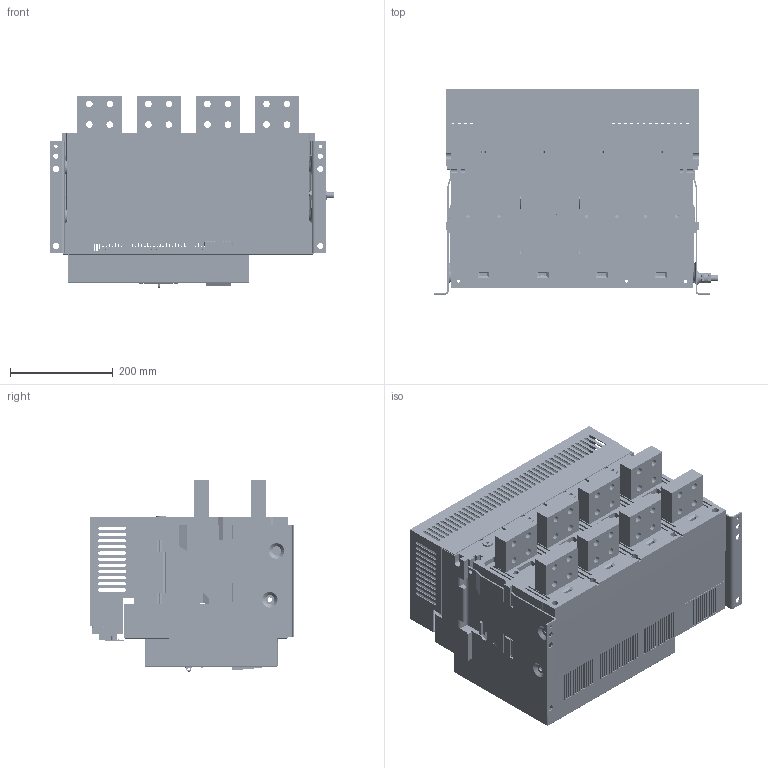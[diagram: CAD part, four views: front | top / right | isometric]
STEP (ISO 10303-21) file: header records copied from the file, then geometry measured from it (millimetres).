
FILE_DESCRIPTION((''),'2;1');
FILE_NAME('NA1-4000-3P-GUDINGSHI','2020-04-10T10:18:08',('fansz'),(''),'CREO PARAMETRIC BY PTC INC, 2018020','CREO PARAMETRIC BY PTC INC, 2018020','');
FILE_SCHEMA(('CONFIG_CONTROL_DESIGN'));
Products named in the file (1): NA1-4000-3P-GUDINGSHI
Bounding box: 552 x 399 x 372.5 mm (x, y, z)
Volume: 10385944.4 mm3; surface area: 3339191 mm2
Topology: 1 solids, 67 shells, 8254 faces, 23951 edges, 15835 vertices
Faces by surface type: plane 5597, cylinder 1260, extrusion 1205, cone 132, torus 44, sphere 10, bspline 6
Entity records: 278510 total; most frequent: CARTESIAN_POINT 61647, ORIENTED_EDGE 47882, DIRECTION 39685, EDGE_CURVE 23941, VECTOR 19175, LINE 17970, VERTEX_POINT 15835, AXIS2_PLACEMENT_3D 10255
